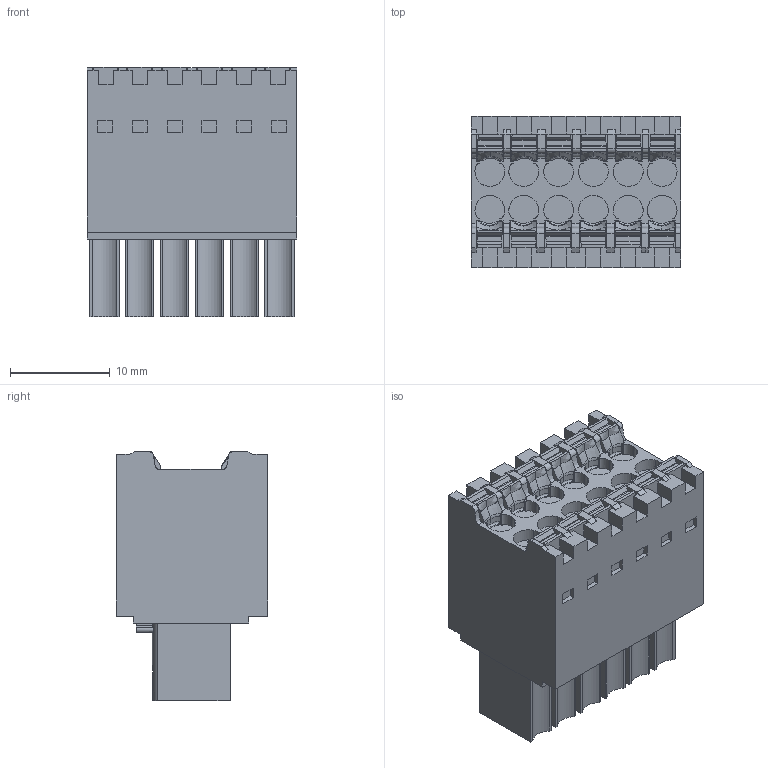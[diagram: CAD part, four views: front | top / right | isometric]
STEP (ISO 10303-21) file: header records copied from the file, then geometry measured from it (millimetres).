
FILE_DESCRIPTION(('CATIA V5 STEP','CAx-IF Rec.Pracs.--- Model Styling and Organization---1.4--- 2014-01-23'),'2;1');
FILE_NAME ('D1450440_1', '2023-08-22T06:44:07+00:00', ('none'), ('Weidmueller'), 'CATIA Version 5-6 Release 2016 SP3 HF44', 'CATIA V5 STEP AP214', 'none');
FILE_SCHEMA(('AUTOMOTIVE_DESIGN { 1 0 10303 214 1 1 1 1 }'));
Length unit declared in the file: millimetre
Products named in the file (1): 1277510000
Bounding box: 21 x 15.2 x 25.05 mm (x, y, z)
Volume: 5854.2 mm3; surface area: 3964.2 mm2
Topology: 13 solids, 13 shells, 841 faces, 2442 edges, 1657 vertices
Faces by surface type: plane 552, cylinder 107, torus 71, extrusion 63, cone 24, bspline 24
Entity records: 29212 total; most frequent: CARTESIAN_POINT 9060, ORIENTED_EDGE 4884, DIRECTION 2976, EDGE_CURVE 2442, VECTOR 1783, LINE 1720, VERTEX_POINT 1657, EDGE_LOOP 871
